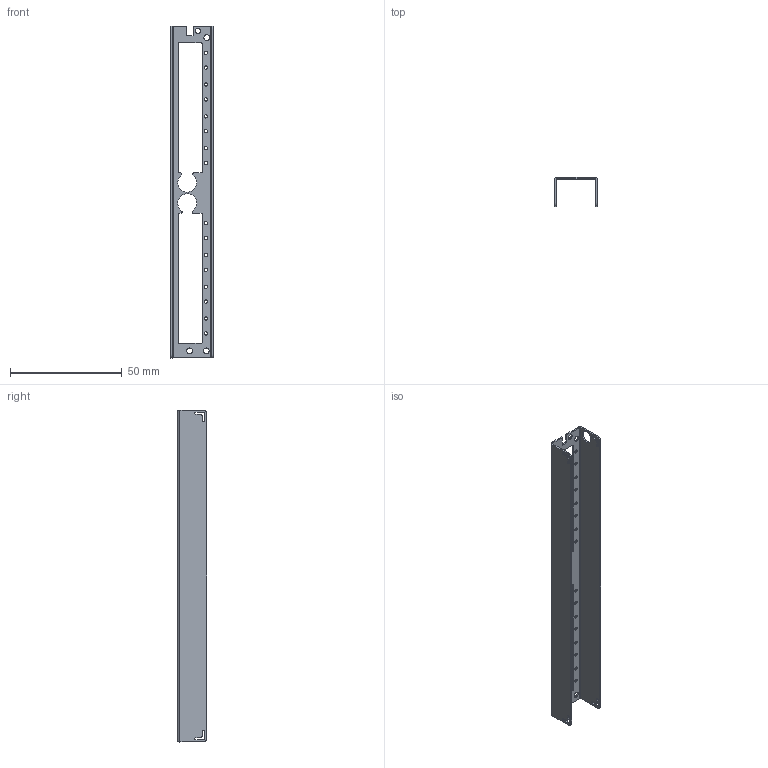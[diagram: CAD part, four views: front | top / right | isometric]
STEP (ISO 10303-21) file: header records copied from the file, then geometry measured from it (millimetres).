
FILE_DESCRIPTION(/* description */ (''),/* implementation_level */ '2;1');
FILE_NAME(/* name */ 'Panel_RTM_SFP.stp',/* time_stamp */ '2013-12-29T15:07:24+01:00',/* author */ ('Konrad'),/* organization */ (''),/* preprocessor_version */ 'ST-DEVELOPER v15.2',/* originating_system */ 'Autodesk Inventor 2014',/* authorisation */ '');
FILE_SCHEMA (('AUTOMOTIVE_DESIGN { 1 0 10303 214 3 1 1 }'));
Length unit declared in the file: millimetre
Products named in the file (1): Panel
Bounding box: 19.18 x 13.15 x 148.8 mm (x, y, z)
Volume: 3436.7 mm3; surface area: 10575.4 mm2
Topology: 1 solids, 1 shells, 99 faces, 291 edges, 194 vertices
Faces by surface type: cylinder 59, plane 40
Full cylindrical faces by diameter (mm): 1.5 x16, 2.41 x1, 2.6 x3, 5.56 x1
Entity records: 3365 total; most frequent: DIRECTION 588, CARTESIAN_POINT 564, ORIENTED_EDGE 540, EDGE_CURVE 270, AXIS2_PLACEMENT_3D 218, VERTEX_POINT 194, EDGE_LOOP 174, LINE 152
